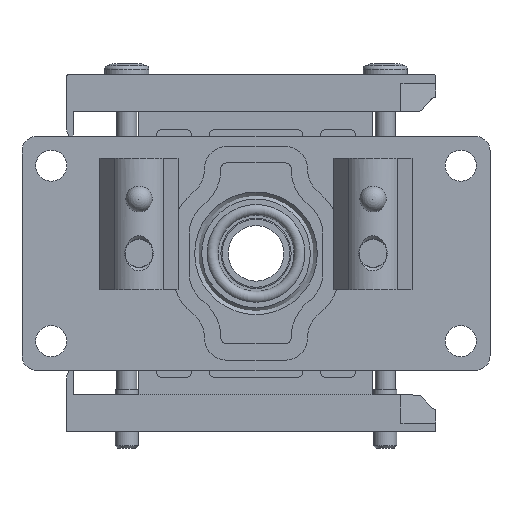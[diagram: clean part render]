
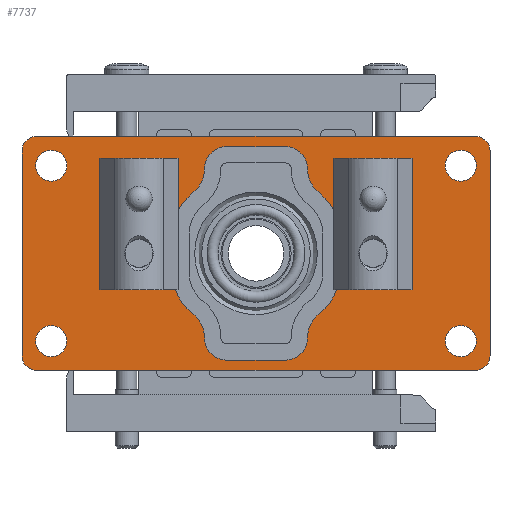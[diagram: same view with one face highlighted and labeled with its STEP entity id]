
A CAD part, front view. The second image highlights one B-rep face of the part: STEP entity #7737.
In plain terms, the highlighted planar face has unit normal (0, -1, 0).
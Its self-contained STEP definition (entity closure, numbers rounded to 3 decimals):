
#417=LINE('',#12754,#1075);
#425=LINE('',#12774,#1083);
#433=LINE('',#12794,#1091);
#441=LINE('',#12834,#1099);
#464=LINE('',#12923,#1122);
#465=LINE('',#12931,#1123);
#466=LINE('',#12939,#1124);
#467=LINE('',#12947,#1125);
#1075=VECTOR('',#10295,1000.);
#1083=VECTOR('',#10311,1000.);
#1091=VECTOR('',#10327,1000.);
#1099=VECTOR('',#10367,1000.);
#1122=VECTOR('',#10440,1000.);
#1123=VECTOR('',#10447,1000.);
#1124=VECTOR('',#10454,1000.);
#1125=VECTOR('',#10461,1000.);
#1843=ORIENTED_EDGE('',*,*,#4083,.T.);
#1844=ORIENTED_EDGE('',*,*,#4084,.T.);
#1845=ORIENTED_EDGE('',*,*,#4085,.T.);
#1846=ORIENTED_EDGE('',*,*,#4086,.F.);
#1847=ORIENTED_EDGE('',*,*,#4087,.T.);
#1848=ORIENTED_EDGE('',*,*,#4088,.T.);
#1849=ORIENTED_EDGE('',*,*,#4089,.T.);
#1850=ORIENTED_EDGE('',*,*,#4090,.F.);
#1851=ORIENTED_EDGE('',*,*,#4091,.T.);
#1852=ORIENTED_EDGE('',*,*,#4092,.T.);
#1853=ORIENTED_EDGE('',*,*,#4093,.T.);
#1854=ORIENTED_EDGE('',*,*,#4094,.F.);
#1855=ORIENTED_EDGE('',*,*,#4095,.T.);
#1856=ORIENTED_EDGE('',*,*,#4096,.T.);
#1857=ORIENTED_EDGE('',*,*,#4097,.T.);
#1858=ORIENTED_EDGE('',*,*,#4098,.F.);
#1859=ORIENTED_EDGE('',*,*,#4099,.F.);
#1860=ORIENTED_EDGE('',*,*,#4100,.F.);
#1861=ORIENTED_EDGE('',*,*,#4035,.T.);
#1862=ORIENTED_EDGE('',*,*,#4033,.T.);
#1863=ORIENTED_EDGE('',*,*,#4031,.T.);
#1864=ORIENTED_EDGE('',*,*,#4029,.T.);
#1865=ORIENTED_EDGE('',*,*,#3997,.F.);
#1866=ORIENTED_EDGE('',*,*,#4038,.F.);
#1867=ORIENTED_EDGE('',*,*,#4027,.F.);
#1868=ORIENTED_EDGE('',*,*,#4020,.F.);
#1869=ORIENTED_EDGE('',*,*,#4017,.F.);
#1870=ORIENTED_EDGE('',*,*,#4010,.F.);
#1871=ORIENTED_EDGE('',*,*,#4007,.F.);
#1872=ORIENTED_EDGE('',*,*,#4000,.F.);
#3997=EDGE_CURVE('',#5123,#5124,#5905,.T.);
#4000=EDGE_CURVE('',#5124,#5126,#417,.T.);
#4007=EDGE_CURVE('',#5126,#5132,#5907,.T.);
#4010=EDGE_CURVE('',#5132,#5134,#425,.T.);
#4017=EDGE_CURVE('',#5134,#5140,#5909,.T.);
#4020=EDGE_CURVE('',#5140,#5142,#433,.T.);
#4027=EDGE_CURVE('',#5142,#5148,#5911,.T.);
#4029=EDGE_CURVE('',#5149,#5149,#5912,.T.);
#4031=EDGE_CURVE('',#5151,#5151,#5914,.T.);
#4033=EDGE_CURVE('',#5153,#5153,#5916,.T.);
#4035=EDGE_CURVE('',#5155,#5155,#5918,.T.);
#4038=EDGE_CURVE('',#5148,#5123,#441,.T.);
#4083=EDGE_CURVE('',#5197,#5198,#5942,.T.);
#4084=EDGE_CURVE('',#5198,#5199,#464,.T.);
#4085=EDGE_CURVE('',#5199,#5200,#5943,.T.);
#4086=EDGE_CURVE('',#5201,#5200,#5944,.T.);
#4087=EDGE_CURVE('',#5201,#5202,#5945,.T.);
#4088=EDGE_CURVE('',#5202,#5203,#465,.T.);
#4089=EDGE_CURVE('',#5203,#5204,#5946,.T.);
#4090=EDGE_CURVE('',#5205,#5204,#5947,.T.);
#4091=EDGE_CURVE('',#5205,#5206,#5948,.T.);
#4092=EDGE_CURVE('',#5206,#5207,#466,.T.);
#4093=EDGE_CURVE('',#5207,#5208,#5949,.T.);
#4094=EDGE_CURVE('',#5209,#5208,#5950,.T.);
#4095=EDGE_CURVE('',#5209,#5210,#5951,.T.);
#4096=EDGE_CURVE('',#5210,#5211,#467,.T.);
#4097=EDGE_CURVE('',#5211,#5212,#5952,.T.);
#4098=EDGE_CURVE('',#5197,#5212,#5953,.T.);
#4099=EDGE_CURVE('',#5213,#5213,#5954,.T.);
#4100=EDGE_CURVE('',#5214,#5214,#5955,.T.);
#5123=VERTEX_POINT('',#12747);
#5124=VERTEX_POINT('',#12749);
#5126=VERTEX_POINT('',#12755);
#5132=VERTEX_POINT('',#12769);
#5134=VERTEX_POINT('',#12775);
#5140=VERTEX_POINT('',#12789);
#5142=VERTEX_POINT('',#12795);
#5148=VERTEX_POINT('',#12809);
#5149=VERTEX_POINT('',#12813);
#5151=VERTEX_POINT('',#12818);
#5153=VERTEX_POINT('',#12823);
#5155=VERTEX_POINT('',#12828);
#5197=VERTEX_POINT('',#12921);
#5198=VERTEX_POINT('',#12922);
#5199=VERTEX_POINT('',#12924);
#5200=VERTEX_POINT('',#12926);
#5201=VERTEX_POINT('',#12928);
#5202=VERTEX_POINT('',#12930);
#5203=VERTEX_POINT('',#12932);
#5204=VERTEX_POINT('',#12934);
#5205=VERTEX_POINT('',#12936);
#5206=VERTEX_POINT('',#12938);
#5207=VERTEX_POINT('',#12940);
#5208=VERTEX_POINT('',#12942);
#5209=VERTEX_POINT('',#12944);
#5210=VERTEX_POINT('',#12946);
#5211=VERTEX_POINT('',#12948);
#5212=VERTEX_POINT('',#12950);
#5213=VERTEX_POINT('',#12953);
#5214=VERTEX_POINT('',#12955);
#5905=CIRCLE('',#9368,2.5);
#5907=CIRCLE('',#9372,2.5);
#5909=CIRCLE('',#9376,2.5);
#5911=CIRCLE('',#9380,2.5);
#5912=CIRCLE('',#9382,2.65);
#5914=CIRCLE('',#9385,2.65);
#5916=CIRCLE('',#9388,2.65);
#5918=CIRCLE('',#9391,2.65);
#5942=CIRCLE('',#9418,8.95);
#5943=CIRCLE('',#9419,8.95);
#5944=CIRCLE('',#9420,5.2);
#5945=CIRCLE('',#9421,3.8);
#5946=CIRCLE('',#9422,3.8);
#5947=CIRCLE('',#9423,5.2);
#5948=CIRCLE('',#9424,8.95);
#5949=CIRCLE('',#9425,8.95);
#5950=CIRCLE('',#9426,5.2);
#5951=CIRCLE('',#9427,3.8);
#5952=CIRCLE('',#9428,3.8);
#5953=CIRCLE('',#9429,5.2);
#5954=CIRCLE('',#9430,3.3);
#5955=CIRCLE('',#9431,3.3);
#6284=EDGE_LOOP('',(#1843,#1844,#1845,#1846,#1847,#1848,#1849,#1850,#1851,
#1852,#1853,#1854,#1855,#1856,#1857,#1858));
#6285=EDGE_LOOP('',(#1859));
#6286=EDGE_LOOP('',(#1860));
#6287=EDGE_LOOP('',(#1861));
#6288=EDGE_LOOP('',(#1862));
#6289=EDGE_LOOP('',(#1863));
#6290=EDGE_LOOP('',(#1864));
#6291=EDGE_LOOP('',(#1865,#1866,#1867,#1868,#1869,#1870,#1871,#1872));
#6892=FACE_BOUND('',#6284,.T.);
#6893=FACE_BOUND('',#6285,.T.);
#6894=FACE_BOUND('',#6286,.T.);
#6895=FACE_BOUND('',#6287,.T.);
#6896=FACE_BOUND('',#6288,.T.);
#6897=FACE_BOUND('',#6289,.T.);
#6898=FACE_BOUND('',#6290,.T.);
#6899=FACE_BOUND('',#6291,.T.);
#7489=PLANE('',#9417);
#7737=ADVANCED_FACE('',(#6892,#6893,#6894,#6895,#6896,#6897,#6898,#6899),
#7489,.F.);
#9368=AXIS2_PLACEMENT_3D('',#12748,#10289,#10290);
#9372=AXIS2_PLACEMENT_3D('',#12768,#10305,#10306);
#9376=AXIS2_PLACEMENT_3D('',#12788,#10321,#10322);
#9380=AXIS2_PLACEMENT_3D('',#12808,#10337,#10338);
#9382=AXIS2_PLACEMENT_3D('',#12812,#10342,#10343);
#9385=AXIS2_PLACEMENT_3D('',#12817,#10348,#10349);
#9388=AXIS2_PLACEMENT_3D('',#12822,#10354,#10355);
#9391=AXIS2_PLACEMENT_3D('',#12827,#10360,#10361);
#9417=AXIS2_PLACEMENT_3D('',#12919,#10436,#10437);
#9418=AXIS2_PLACEMENT_3D('',#12920,#10438,#10439);
#9419=AXIS2_PLACEMENT_3D('',#12925,#10441,#10442);
#9420=AXIS2_PLACEMENT_3D('',#12927,#10443,#10444);
#9421=AXIS2_PLACEMENT_3D('',#12929,#10445,#10446);
#9422=AXIS2_PLACEMENT_3D('',#12933,#10448,#10449);
#9423=AXIS2_PLACEMENT_3D('',#12935,#10450,#10451);
#9424=AXIS2_PLACEMENT_3D('',#12937,#10452,#10453);
#9425=AXIS2_PLACEMENT_3D('',#12941,#10455,#10456);
#9426=AXIS2_PLACEMENT_3D('',#12943,#10457,#10458);
#9427=AXIS2_PLACEMENT_3D('',#12945,#10459,#10460);
#9428=AXIS2_PLACEMENT_3D('',#12949,#10462,#10463);
#9429=AXIS2_PLACEMENT_3D('',#12951,#10464,#10465);
#9430=AXIS2_PLACEMENT_3D('',#12952,#10466,#10467);
#9431=AXIS2_PLACEMENT_3D('',#12954,#10468,#10469);
#10289=DIRECTION('',(0.,1.,0.));
#10290=DIRECTION('',(1.,0.,0.));
#10295=DIRECTION('',(0.,0.,1.));
#10305=DIRECTION('',(0.,1.,0.));
#10306=DIRECTION('',(1.,0.,0.));
#10311=DIRECTION('',(1.,0.,0.));
#10321=DIRECTION('',(0.,1.,0.));
#10322=DIRECTION('',(1.,0.,0.));
#10327=DIRECTION('',(0.,0.,-1.));
#10337=DIRECTION('',(0.,1.,0.));
#10338=DIRECTION('',(1.,0.,0.));
#10342=DIRECTION('',(0.,1.,0.));
#10343=DIRECTION('',(1.,0.,0.));
#10348=DIRECTION('',(0.,1.,0.));
#10349=DIRECTION('',(1.,0.,0.));
#10354=DIRECTION('',(0.,1.,0.));
#10355=DIRECTION('',(1.,0.,0.));
#10360=DIRECTION('',(0.,1.,0.));
#10361=DIRECTION('',(1.,0.,0.));
#10367=DIRECTION('',(-1.,0.,0.));
#10436=DIRECTION('',(0.,1.,0.));
#10437=DIRECTION('',(0.,0.,1.));
#10438=DIRECTION('',(0.,1.,0.));
#10439=DIRECTION('',(1.,0.,0.));
#10440=DIRECTION('',(0.,0.,1.));
#10441=DIRECTION('',(0.,1.,0.));
#10442=DIRECTION('',(1.,0.,0.));
#10443=DIRECTION('',(0.,1.,0.));
#10444=DIRECTION('',(1.,0.,0.));
#10445=DIRECTION('',(0.,1.,0.));
#10446=DIRECTION('',(1.,0.,0.));
#10447=DIRECTION('',(1.,0.,0.));
#10448=DIRECTION('',(0.,1.,0.));
#10449=DIRECTION('',(1.,0.,0.));
#10450=DIRECTION('',(0.,1.,0.));
#10451=DIRECTION('',(1.,0.,0.));
#10452=DIRECTION('',(0.,1.,0.));
#10453=DIRECTION('',(1.,0.,0.));
#10454=DIRECTION('',(0.,0.,-1.));
#10455=DIRECTION('',(0.,1.,0.));
#10456=DIRECTION('',(1.,0.,0.));
#10457=DIRECTION('',(0.,1.,0.));
#10458=DIRECTION('',(1.,0.,0.));
#10459=DIRECTION('',(0.,1.,0.));
#10460=DIRECTION('',(1.,0.,0.));
#10461=DIRECTION('',(-1.,0.,0.));
#10462=DIRECTION('',(0.,1.,0.));
#10463=DIRECTION('',(1.,0.,0.));
#10464=DIRECTION('',(0.,1.,0.));
#10465=DIRECTION('',(1.,0.,0.));
#10466=DIRECTION('',(0.,-1.,0.));
#10467=DIRECTION('',(0.,0.,-1.));
#10468=DIRECTION('',(0.,-1.,0.));
#10469=DIRECTION('',(0.,0.,-1.));
#12747=CARTESIAN_POINT('',(-37.5,0.,-20.));
#12748=CARTESIAN_POINT('',(-37.5,0.,-17.5));
#12749=CARTESIAN_POINT('',(-40.,0.,-17.5));
#12754=CARTESIAN_POINT('',(-40.,0.,-17.5));
#12755=CARTESIAN_POINT('',(-40.,0.,17.5));
#12768=CARTESIAN_POINT('',(-37.5,0.,17.5));
#12769=CARTESIAN_POINT('',(-37.5,0.,20.));
#12774=CARTESIAN_POINT('',(-37.5,0.,20.));
#12775=CARTESIAN_POINT('',(37.5,0.,20.));
#12788=CARTESIAN_POINT('',(37.5,0.,17.5));
#12789=CARTESIAN_POINT('',(40.,0.,17.5));
#12794=CARTESIAN_POINT('',(40.,0.,17.5));
#12795=CARTESIAN_POINT('',(40.,0.,-17.5));
#12808=CARTESIAN_POINT('',(37.5,0.,-17.5));
#12809=CARTESIAN_POINT('',(37.5,0.,-20.));
#12812=CARTESIAN_POINT('',(35.,0.,-15.));
#12813=CARTESIAN_POINT('',(37.65,0.,-15.));
#12817=CARTESIAN_POINT('',(35.,0.,15.));
#12818=CARTESIAN_POINT('',(37.65,0.,15.));
#12822=CARTESIAN_POINT('',(-35.,0.,-15.));
#12823=CARTESIAN_POINT('',(-32.35,0.,-15.));
#12827=CARTESIAN_POINT('',(-35.,0.,15.));
#12828=CARTESIAN_POINT('',(-32.35,0.,15.));
#12834=CARTESIAN_POINT('',(37.5,0.,-20.));
#12919=CARTESIAN_POINT('',(-37.5,0.,-17.5));
#12920=CARTESIAN_POINT('',(-5.3,0.,-3.29));
#12921=CARTESIAN_POINT('',(-10.803,0.,-10.348));
#12922=CARTESIAN_POINT('',(-14.25,0.,-3.29));
#12923=CARTESIAN_POINT('',(-14.25,0.,-3.29));
#12924=CARTESIAN_POINT('',(-14.25,0.,3.29));
#12925=CARTESIAN_POINT('',(-5.3,0.,3.29));
#12926=CARTESIAN_POINT('',(-10.803,0.,10.348));
#12927=CARTESIAN_POINT('',(-14.,0.,14.449));
#12928=CARTESIAN_POINT('',(-8.8,0.,14.45));
#12929=CARTESIAN_POINT('',(-5.,0.,14.45));
#12930=CARTESIAN_POINT('',(-5.,0.,18.25));
#12931=CARTESIAN_POINT('',(-5.,0.,18.25));
#12932=CARTESIAN_POINT('',(5.,0.,18.25));
#12933=CARTESIAN_POINT('',(5.,0.,14.45));
#12934=CARTESIAN_POINT('',(8.8,0.,14.45));
#12935=CARTESIAN_POINT('',(14.,0.,14.449));
#12936=CARTESIAN_POINT('',(10.803,0.,10.348));
#12937=CARTESIAN_POINT('',(5.3,0.,3.29));
#12938=CARTESIAN_POINT('',(14.25,0.,3.29));
#12939=CARTESIAN_POINT('',(14.25,0.,3.29));
#12940=CARTESIAN_POINT('',(14.25,0.,-3.29));
#12941=CARTESIAN_POINT('',(5.3,0.,-3.29));
#12942=CARTESIAN_POINT('',(10.803,0.,-10.348));
#12943=CARTESIAN_POINT('',(14.,0.,-14.449));
#12944=CARTESIAN_POINT('',(8.8,0.,-14.45));
#12945=CARTESIAN_POINT('',(5.,0.,-14.45));
#12946=CARTESIAN_POINT('',(5.,0.,-18.25));
#12947=CARTESIAN_POINT('',(5.,0.,-18.25));
#12948=CARTESIAN_POINT('',(-5.,0.,-18.25));
#12949=CARTESIAN_POINT('',(-5.,0.,-14.45));
#12950=CARTESIAN_POINT('',(-8.8,0.,-14.45));
#12951=CARTESIAN_POINT('',(-14.,0.,-14.449));
#12952=CARTESIAN_POINT('',(-20.,0.,0.));
#12953=CARTESIAN_POINT('',(-20.,0.,-3.3));
#12954=CARTESIAN_POINT('',(20.,0.,0.));
#12955=CARTESIAN_POINT('',(20.,0.,-3.3));
